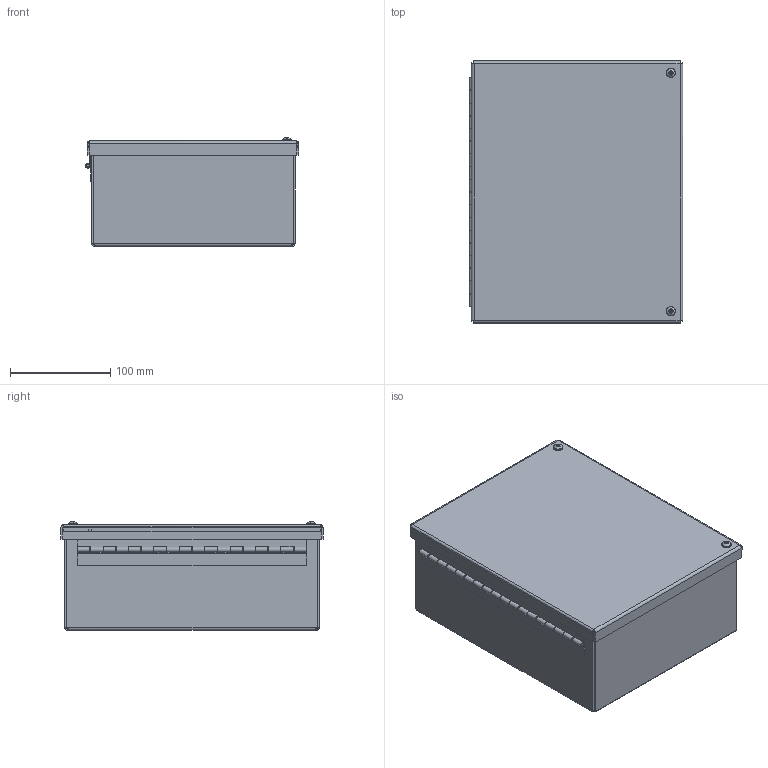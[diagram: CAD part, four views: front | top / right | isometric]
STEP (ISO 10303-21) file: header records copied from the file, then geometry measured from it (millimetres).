
FILE_DESCRIPTION(/* description */ ('JIC,CS,OIL TIGHT,10X8X4,BACK'),/* implementation_level */ '2;1');
FILE_NAME(/* name */ 'WA100804GIE.stp',/* time_stamp */ '2014-04-28T22:11:56+06:00',/* author */ ('ps'),/* organization */ (''),/* preprocessor_version */ 'ST-DEVELOPER v15.2',/* originating_system */ 'Autodesk Inventor 2014',/* authorisation */ '');
FILE_SCHEMA (('AUTOMOTIVE_DESIGN { 1 0 10303 214 3 1 1 }'));
Length unit declared in the file: inch
Products named in the file (13): WA100804GIEBKP; 3499; 328122LH; 328122P; 328122TH; 328122; WA1008GIELID; 316261; 38811; 34984; 39077; 372163; WA100804GIE
Bounding box: 213.27 x 261.94 x 108.76 mm (x, y, z)
Volume: 492311.6 mm3; surface area: 500241.3 mm2
Topology: 18 solids, 18 shells, 465 faces, 1173 edges, 755 vertices
Faces by surface type: plane 269, cylinder 121, cone 33, bspline 28, torus 12, sphere 2
Full cylindrical faces by diameter (mm): 2.54 x1, 2.957 x18, 3.962 x6, 4.826 x3, 4.978 x2, 6.299 x2, 6.35 x1, 6.528 x4, 7.061 x2, 7.144 x2, 7.62 x4, 7.938 x4, 9.474 x2, 10.312 x2, 11.506 x2, 15.875 x4
Entity records: 11645 total; most frequent: CARTESIAN_POINT 2838, DIRECTION 1712, ORIENTED_EDGE 1676, EDGE_CURVE 838, AXIS2_PLACEMENT_3D 586, VERTEX_POINT 562, LINE 540, VECTOR 540
